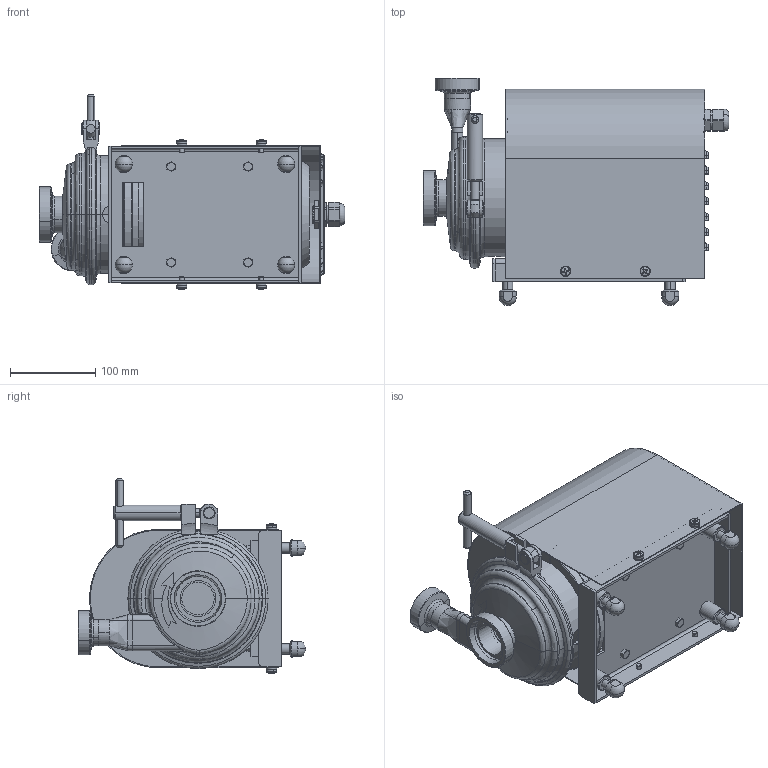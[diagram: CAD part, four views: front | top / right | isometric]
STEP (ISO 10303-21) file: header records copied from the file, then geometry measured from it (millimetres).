
FILE_DESCRIPTION (( 'STEP AP203' ), '1' );
FILE_NAME ('Pompa WPs czêœæ.STEP', '2022-12-08T09:55:51', ( '' ), ( '' ), 'SwSTEP 2.0', 'SolidWorks 2020', '' );
FILE_SCHEMA (( 'CONFIG_CONTROL_DESIGN' ));
Length unit declared in the file: millimetre
Products named in the file (1): Pompa WPs czêœæ
Bounding box: 357.74 x 266 x 227.5 mm (x, y, z)
Volume: 3843802.3 mm3; surface area: 852892.8 mm2
Topology: 50 solids, 50 shells, 1236 faces, 2950 edges, 1834 vertices
Faces by surface type: plane 461, cylinder 371, cone 252, torus 104, bspline 32, sphere 16
Entity records: 44061 total; most frequent: CARTESIAN_POINT 15185, DIRECTION 6153, ORIENTED_EDGE 5900, EDGE_CURVE 2950, AXIS2_PLACEMENT_3D 2439, VERTEX_POINT 1834, EDGE_LOOP 1376, VECTOR 1275
